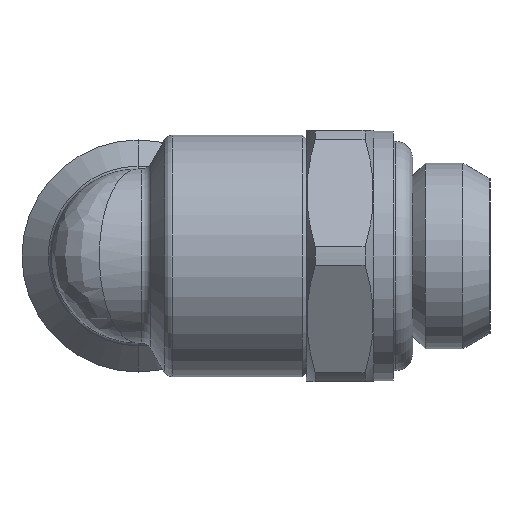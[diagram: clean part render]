
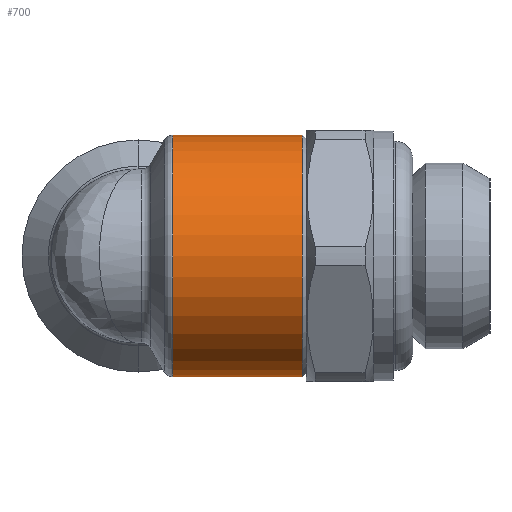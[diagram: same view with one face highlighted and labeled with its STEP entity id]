
A CAD part, left-side view. The second image highlights one B-rep face of the part: STEP entity #700.
In plain terms, the highlighted cylindrical face has radius 6.25 mm (diameter 12.5 mm), a partial arc.
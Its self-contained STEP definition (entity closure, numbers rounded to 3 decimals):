
#6 = EDGE_CURVE ( 'NONE', #62, #525, #3575, .T. ) ;
#59 = VERTEX_POINT ( 'NONE', #3714 ) ;
#62 = VERTEX_POINT ( 'NONE', #3760 ) ;
#525 = VERTEX_POINT ( 'NONE', #1236 ) ;
#528 = EDGE_CURVE ( 'NONE', #525, #569, #1235, .T. ) ;
#535 = EDGE_CURVE ( 'NONE', #59, #569, #1301, .T. ) ;
#569 = VERTEX_POINT ( 'NONE', #1536 ) ;
#686 = EDGE_LOOP ( 'NONE', ( #687, #688, #702, #703 ) ) ;
#687 = ORIENTED_EDGE ( 'NONE', *, *, #535, .F. ) ;
#688 = ORIENTED_EDGE ( 'NONE', *, *, #701, .T. ) ;
#700 = ADVANCED_FACE ( 'NONE', ( #1700 ), #1694, .T. ) ;
#701 = EDGE_CURVE ( 'NONE', #59, #62, #1681, .T. ) ;
#702 = ORIENTED_EDGE ( 'NONE', *, *, #6, .T. ) ;
#703 = ORIENTED_EDGE ( 'NONE', *, *, #528, .T. ) ;
#1235 = CIRCLE ( 'NONE', #1248, 6.25 ) ;
#1236 = CARTESIAN_POINT ( 'NONE',  ( 0., -1.789, 6.25 ) ) ;
#1245 = DIRECTION ( 'NONE',  ( 0., 0., -1. ) ) ;
#1246 = DIRECTION ( 'NONE',  ( 0., -1., 0. ) ) ;
#1247 = CARTESIAN_POINT ( 'NONE',  ( 0., -1.789, 0. ) ) ;
#1248 = AXIS2_PLACEMENT_3D ( 'NONE', #1247, #1246, #1245 ) ;
#1298 = DIRECTION ( 'NONE',  ( 0., 1., 0. ) ) ;
#1299 = VECTOR ( 'NONE', #1298, 1000. ) ;
#1300 = CARTESIAN_POINT ( 'NONE',  ( 0., 5.805, -6.25 ) ) ;
#1301 = LINE ( 'NONE', #1300, #1299 ) ;
#1536 = CARTESIAN_POINT ( 'NONE',  ( 0., -1.789, -6.25 ) ) ;
#1677 = DIRECTION ( 'NONE',  ( 0., 0., 1. ) ) ;
#1678 = DIRECTION ( 'NONE',  ( 0., 1., 0. ) ) ;
#1679 = CARTESIAN_POINT ( 'NONE',  ( 0., -8.5, 0. ) ) ;
#1680 = AXIS2_PLACEMENT_3D ( 'NONE', #1679, #1678, #1677 ) ;
#1681 = CIRCLE ( 'NONE', #1680, 6.25 ) ;
#1683 = DIRECTION ( 'NONE',  ( 0., 0., 1. ) ) ;
#1684 = DIRECTION ( 'NONE',  ( 0., 1., 0. ) ) ;
#1685 = CARTESIAN_POINT ( 'NONE',  ( 0., 5.805, 0. ) ) ;
#1686 = AXIS2_PLACEMENT_3D ( 'NONE', #1685, #1684, #1683 ) ;
#1694 = CYLINDRICAL_SURFACE ( 'NONE', #1686, 6.25 ) ;
#1700 = FACE_OUTER_BOUND ( 'NONE', #686, .T. ) ;
#3572 = DIRECTION ( 'NONE',  ( 0., 1., 0. ) ) ;
#3573 = VECTOR ( 'NONE', #3572, 1000. ) ;
#3574 = CARTESIAN_POINT ( 'NONE',  ( 0., 5.805, 6.25 ) ) ;
#3575 = LINE ( 'NONE', #3574, #3573 ) ;
#3714 = CARTESIAN_POINT ( 'NONE',  ( 0., -8.5, -6.25 ) ) ;
#3760 = CARTESIAN_POINT ( 'NONE',  ( 0., -8.5, 6.25 ) ) ;
